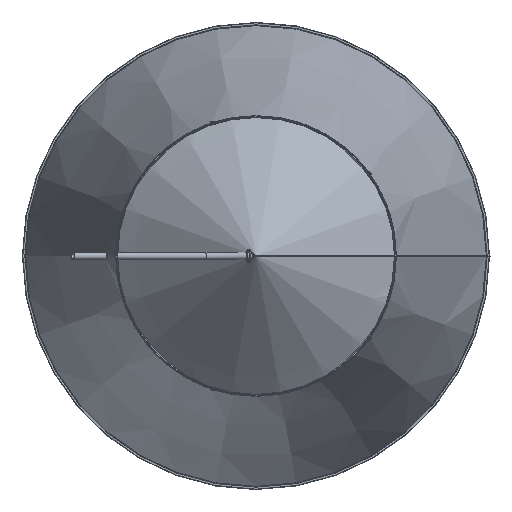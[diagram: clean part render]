
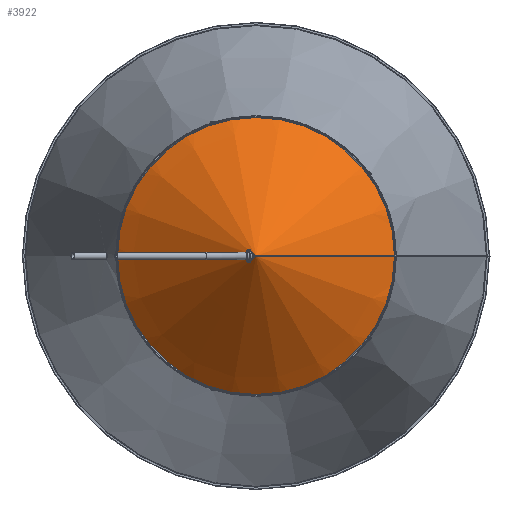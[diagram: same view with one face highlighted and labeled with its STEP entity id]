
A CAD part, front view. The second image highlights one B-rep face of the part: STEP entity #3922.
In plain terms, the highlighted conical face has half-angle 50 degrees and reference radius 168.2 mm.
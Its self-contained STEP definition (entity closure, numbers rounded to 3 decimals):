
#320=FACE_BOUND('',#1487,.T.);
#434=CIRCLE('',#4265,335.45);
#436=CIRCLE('',#4269,0.95);
#677=LINE('',#7023,#939);
#678=LINE('',#7024,#940);
#939=VECTOR('',#5060,436.659);
#940=VECTOR('',#5061,436.659);
#1114=CONICAL_SURFACE('',#4270,168.2,50.);
#1235=FACE_OUTER_BOUND('',#1486,.T.);
#1486=EDGE_LOOP('',(#2966,#2967,#2968,#2969));
#1487=EDGE_LOOP('',(#2970,#2971));
#1691=B_SPLINE_CURVE_WITH_KNOTS('',3,(#6897,#6898,#6899,#6900,#6901,#6902,
#6903,#6904,#6905,#6906,#6907,#6908,#6909,#6910,#6911,#6912,#6913,#6914,
#6915,#6916,#6917,#6918,#6919,#6920,#6921,#6922,#6923,#6924),
 .UNSPECIFIED.,.F.,.F.,(4,2,2,2,2,2,2,2,2,2,2,2,2,4),(0.999,
0.999,1.126,1.253,1.507,1.632,
1.756,1.877,1.999,2.131,2.263,
2.391,2.52,2.52),.UNSPECIFIED.);
#1692=B_SPLINE_CURVE_WITH_KNOTS('',3,(#6925,#6926,#6927,#6928,#6929,#6930,
#6931,#6932,#6933,#6934,#6935,#6936,#6937,#6938,#6939,#6940,#6941,#6942,
#6943,#6944,#6945,#6946,#6947,#6948,#6949),.UNSPECIFIED.,.F.,.F.,(4,2,2,
2,3,2,2,2,2,2,2,4),(2.52,2.648,2.777,2.909,
3.041,3.162,3.283,3.408,3.533,
3.787,3.914,4.04),.UNSPECIFIED.);
#1805=VERTEX_POINT('',#6895);
#1806=VERTEX_POINT('',#6896);
#1808=VERTEX_POINT('',#7002);
#1811=VERTEX_POINT('',#7007);
#1814=VERTEX_POINT('',#7017);
#1815=VERTEX_POINT('',#7019);
#2209=EDGE_CURVE('',#1805,#1806,#1691,.T.);
#2210=EDGE_CURVE('',#1806,#1805,#1692,.T.);
#2215=EDGE_CURVE('',#1811,#1808,#434,.T.);
#2220=EDGE_CURVE('',#1815,#1814,#436,.T.);
#2222=EDGE_CURVE('',#1814,#1808,#677,.T.);
#2223=EDGE_CURVE('',#1815,#1811,#678,.T.);
#2966=ORIENTED_EDGE('',*,*,#2222,.T.);
#2967=ORIENTED_EDGE('',*,*,#2215,.F.);
#2968=ORIENTED_EDGE('',*,*,#2223,.F.);
#2969=ORIENTED_EDGE('',*,*,#2220,.T.);
#2970=ORIENTED_EDGE('',*,*,#2209,.T.);
#2971=ORIENTED_EDGE('',*,*,#2210,.T.);
#3922=ADVANCED_FACE('',(#1235,#320),#1114,.T.);
#4265=AXIS2_PLACEMENT_3D('',#7009,#5044,#5045);
#4269=AXIS2_PLACEMENT_3D('',#7020,#5055,#5056);
#4270=AXIS2_PLACEMENT_3D('',#7022,#5058,#5059);
#5044=DIRECTION('center_axis',(0.,1.,0.));
#5045=DIRECTION('ref_axis',(1.,0.,0.));
#5055=DIRECTION('center_axis',(0.,1.,0.));
#5056=DIRECTION('ref_axis',(1.,0.,0.));
#5058=DIRECTION('center_axis',(0.,1.,0.));
#5059=DIRECTION('ref_axis',(1.,0.,0.));
#5060=DIRECTION('',(0.766,0.643,0.));
#5061=DIRECTION('',(0.766,0.643,0.));
#6895=CARTESIAN_POINT('',(-11.941,9.106,-0.001));
#6896=CARTESIAN_POINT('',(-4.28,2.678,0.));
#6897=CARTESIAN_POINT('Ctrl Pts',(-11.941,9.106,-0.001));
#6898=CARTESIAN_POINT('Ctrl Pts',(-11.941,9.106,-0.001));
#6899=CARTESIAN_POINT('Ctrl Pts',(-11.941,9.106,0.));
#6900=CARTESIAN_POINT('Ctrl Pts',(-11.941,9.106,0.423));
#6901=CARTESIAN_POINT('Ctrl Pts',(-11.889,9.082,0.854));
#6902=CARTESIAN_POINT('Ctrl Pts',(-11.683,8.985,1.69));
#6903=CARTESIAN_POINT('Ctrl Pts',(-11.528,8.912,2.097));
#6904=CARTESIAN_POINT('Ctrl Pts',(-10.93,8.624,3.228));
#6905=CARTESIAN_POINT('Ctrl Pts',(-10.345,8.336,3.862));
#6906=CARTESIAN_POINT('Ctrl Pts',(-9.388,7.818,4.5));
#6907=CARTESIAN_POINT('Ctrl Pts',(-9.024,7.614,4.683));
#6908=CARTESIAN_POINT('Ctrl Pts',(-8.281,7.169,4.929));
#6909=CARTESIAN_POINT('Ctrl Pts',(-7.901,6.926,4.992));
#6910=CARTESIAN_POINT('Ctrl Pts',(-7.226,6.461,5.006));
#6911=CARTESIAN_POINT('Ctrl Pts',(-6.874,6.199,4.963));
#6912=CARTESIAN_POINT('Ctrl Pts',(-6.221,5.657,4.758));
#6913=CARTESIAN_POINT('Ctrl Pts',(-5.922,5.377,4.597));
#6914=CARTESIAN_POINT('Ctrl Pts',(-5.411,4.834,4.2));
#6915=CARTESIAN_POINT('Ctrl Pts',(-5.165,4.528,3.924));
#6916=CARTESIAN_POINT('Ctrl Pts',(-4.777,3.946,3.278));
#6917=CARTESIAN_POINT('Ctrl Pts',(-4.635,3.672,2.909));
#6918=CARTESIAN_POINT('Ctrl Pts',(-4.443,3.234,2.183));
#6919=CARTESIAN_POINT('Ctrl Pts',(-4.376,3.031,1.766));
#6920=CARTESIAN_POINT('Ctrl Pts',(-4.295,2.751,0.889));
#6921=CARTESIAN_POINT('Ctrl Pts',(-4.28,2.678,0.429));
#6922=CARTESIAN_POINT('Ctrl Pts',(-4.28,2.678,0.));
#6923=CARTESIAN_POINT('Ctrl Pts',(-4.28,2.678,0.));
#6924=CARTESIAN_POINT('Ctrl Pts',(-4.28,2.678,0.));
#6925=CARTESIAN_POINT('Ctrl Pts',(-4.28,2.678,0.));
#6926=CARTESIAN_POINT('Ctrl Pts',(-4.28,2.678,-0.429));
#6927=CARTESIAN_POINT('Ctrl Pts',(-4.295,2.751,-0.889));
#6928=CARTESIAN_POINT('Ctrl Pts',(-4.376,3.031,-1.766));
#6929=CARTESIAN_POINT('Ctrl Pts',(-4.443,3.234,-2.183));
#6930=CARTESIAN_POINT('Ctrl Pts',(-4.635,3.672,-2.909));
#6931=CARTESIAN_POINT('Ctrl Pts',(-4.777,3.946,-3.278));
#6932=CARTESIAN_POINT('Ctrl Pts',(-5.165,4.528,-3.924));
#6933=CARTESIAN_POINT('Ctrl Pts',(-5.411,4.834,-4.2));
#6934=CARTESIAN_POINT('Ctrl Pts',(-5.678,5.117,-4.407));
#6935=CARTESIAN_POINT('Ctrl Pts',(-5.922,5.377,-4.597));
#6936=CARTESIAN_POINT('Ctrl Pts',(-6.221,5.657,-4.758));
#6937=CARTESIAN_POINT('Ctrl Pts',(-6.874,6.199,-4.963));
#6938=CARTESIAN_POINT('Ctrl Pts',(-7.226,6.461,-5.006));
#6939=CARTESIAN_POINT('Ctrl Pts',(-7.901,6.926,-4.992));
#6940=CARTESIAN_POINT('Ctrl Pts',(-8.281,7.169,-4.929));
#6941=CARTESIAN_POINT('Ctrl Pts',(-9.024,7.614,-4.683));
#6942=CARTESIAN_POINT('Ctrl Pts',(-9.388,7.818,-4.5));
#6943=CARTESIAN_POINT('Ctrl Pts',(-10.345,8.336,-3.862));
#6944=CARTESIAN_POINT('Ctrl Pts',(-10.93,8.624,-3.228));
#6945=CARTESIAN_POINT('Ctrl Pts',(-11.528,8.912,-2.097));
#6946=CARTESIAN_POINT('Ctrl Pts',(-11.683,8.985,-1.691));
#6947=CARTESIAN_POINT('Ctrl Pts',(-11.889,9.082,-0.854));
#6948=CARTESIAN_POINT('Ctrl Pts',(-11.941,9.106,-0.424));
#6949=CARTESIAN_POINT('Ctrl Pts',(-11.941,9.106,-0.001));
#7002=CARTESIAN_POINT('',(335.45,280.562,0.059));
#7007=CARTESIAN_POINT('',(335.45,280.562,0.));
#7009=CARTESIAN_POINT('Origin',(0.,280.562,0.));
#7017=CARTESIAN_POINT('',(0.95,-0.117,0.));
#7019=CARTESIAN_POINT('',(0.95,-0.117,0.));
#7020=CARTESIAN_POINT('Origin',(0.,-0.117,0.));
#7022=CARTESIAN_POINT('Origin',(0.,140.223,0.));
#7023=CARTESIAN_POINT('',(0.95,-0.117,0.));
#7024=CARTESIAN_POINT('',(0.95,-0.117,0.));
